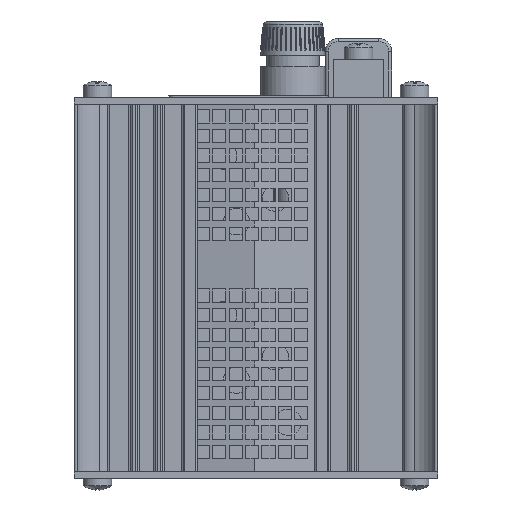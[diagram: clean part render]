
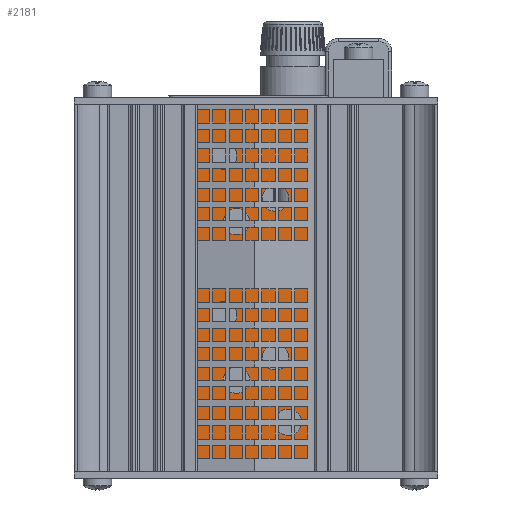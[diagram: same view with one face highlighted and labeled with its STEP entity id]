
A CAD part, left-side view. The second image highlights one B-rep face of the part: STEP entity #2181.
In plain terms, the highlighted planar face has unit normal (-1, 0, 0).
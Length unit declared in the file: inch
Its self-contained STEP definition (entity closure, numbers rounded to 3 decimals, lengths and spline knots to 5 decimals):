
#135=CARTESIAN_POINT('',(-4.30107,1.91398,-2.46373));
#136=VERTEX_POINT('',#135);
#137=CARTESIAN_POINT('',(-4.30107,1.91398,-2.58873));
#138=DIRECTION('',(1.0,0.0,0.0));
#139=DIRECTION('',(0.0,0.0,-1.0));
#140=AXIS2_PLACEMENT_3D('',#137,#138,#139);
#141=CIRCLE('',#140,0.125);
#142=EDGE_CURVE('',#136,#136,#141,.T.);
#163=CARTESIAN_POINT('',(-4.30107,1.5454,-2.24227));
#164=VERTEX_POINT('',#163);
#165=CARTESIAN_POINT('',(-4.30107,1.5454,-2.36727));
#166=DIRECTION('',(1.0,0.0,0.0));
#167=DIRECTION('',(0.0,0.0,-1.0));
#168=AXIS2_PLACEMENT_3D('',#165,#166,#167);
#169=CIRCLE('',#168,0.125);
#170=EDGE_CURVE('',#164,#164,#169,.T.);
#191=CARTESIAN_POINT('',(-4.30107,1.42402,-2.86173));
#192=VERTEX_POINT('',#191);
#193=CARTESIAN_POINT('',(-4.30107,1.42402,-2.98673));
#194=DIRECTION('',(1.0,0.0,0.0));
#195=DIRECTION('',(0.0,0.0,-1.0));
#196=AXIS2_PLACEMENT_3D('',#193,#194,#195);
#197=CIRCLE('',#196,0.125);
#198=EDGE_CURVE('',#192,#192,#197,.T.);
#219=CARTESIAN_POINT('',(-4.30107,2.03537,-1.84427));
#220=VERTEX_POINT('',#219);
#221=CARTESIAN_POINT('',(-4.30107,2.03537,-1.96927));
#222=DIRECTION('',(1.0,0.0,0.0));
#223=DIRECTION('',(0.0,0.0,-1.0));
#224=AXIS2_PLACEMENT_3D('',#221,#222,#223);
#225=CIRCLE('',#224,0.125);
#226=EDGE_CURVE('',#220,#220,#225,.T.);
#247=CARTESIAN_POINT('',(-4.30107,1.91398,-0.96373));
#248=VERTEX_POINT('',#247);
#249=CARTESIAN_POINT('',(-4.30107,1.91398,-1.08873));
#250=DIRECTION('',(1.0,0.0,0.0));
#251=DIRECTION('',(0.0,0.0,-1.0));
#252=AXIS2_PLACEMENT_3D('',#249,#250,#251);
#253=CIRCLE('',#252,0.125);
#254=EDGE_CURVE('',#248,#248,#253,.T.);
#275=CARTESIAN_POINT('',(-4.30107,1.5454,-0.74227));
#276=VERTEX_POINT('',#275);
#277=CARTESIAN_POINT('',(-4.30107,1.5454,-0.86727));
#278=DIRECTION('',(1.0,0.0,0.0));
#279=DIRECTION('',(0.0,0.0,-1.0));
#280=AXIS2_PLACEMENT_3D('',#277,#278,#279);
#281=CIRCLE('',#280,0.125);
#282=EDGE_CURVE('',#276,#276,#281,.T.);
#303=CARTESIAN_POINT('',(-4.30107,1.42402,-1.36173));
#304=VERTEX_POINT('',#303);
#305=CARTESIAN_POINT('',(-4.30107,1.42402,-1.48673));
#306=DIRECTION('',(1.0,0.0,0.0));
#307=DIRECTION('',(0.0,0.0,-1.0));
#308=AXIS2_PLACEMENT_3D('',#305,#306,#307);
#309=CIRCLE('',#308,0.125);
#310=EDGE_CURVE('',#304,#304,#309,.T.);
#331=CARTESIAN_POINT('',(-4.30107,2.03537,-0.34427));
#332=VERTEX_POINT('',#331);
#333=CARTESIAN_POINT('',(-4.30107,2.03537,-0.46927));
#334=DIRECTION('',(1.0,0.0,0.0));
#335=DIRECTION('',(0.0,0.0,-1.0));
#336=AXIS2_PLACEMENT_3D('',#333,#334,#335);
#337=CIRCLE('',#336,0.125);
#338=EDGE_CURVE('',#332,#332,#337,.T.);
#2101=CARTESIAN_POINT('',(-4.30107,2.35469,-3.478));
#2102=VERTEX_POINT('',#2101);
#2109=CARTESIAN_POINT('',(-4.30107,2.35469,0.0));
#2110=VERTEX_POINT('',#2109);
#2111=CARTESIAN_POINT('',(-4.30107,2.35469,0.0));
#2112=DIRECTION('',(0.0,0.0,-1.0));
#2113=VECTOR('',#2112,3.478);
#2114=LINE('',#2111,#2113);
#2115=EDGE_CURVE('',#2110,#2102,#2114,.T.);
#2127=CARTESIAN_POINT('',(-4.30107,2.35469,0.0));
#2128=DIRECTION('',(-1.0,0.0,0.0));
#2129=DIRECTION('',(0.0,0.0,1.0));
#2130=AXIS2_PLACEMENT_3D('',#2127,#2128,#2129);
#2131=PLANE('',#2130);
#2132=CARTESIAN_POINT('',(-4.30107,1.10469,-3.478));
#2133=VERTEX_POINT('',#2132);
#2134=CARTESIAN_POINT('',(-4.30107,2.35469,-3.478));
#2135=DIRECTION('',(0.0,-1.0,0.0));
#2136=VECTOR('',#2135,1.25);
#2137=LINE('',#2134,#2136);
#2138=EDGE_CURVE('',#2102,#2133,#2137,.T.);
#2139=ORIENTED_EDGE('',*,*,#2138,.T.);
#2140=CARTESIAN_POINT('',(-4.30107,1.10469,0.0));
#2141=VERTEX_POINT('',#2140);
#2142=CARTESIAN_POINT('',(-4.30107,1.10469,0.0));
#2143=DIRECTION('',(0.0,0.0,-1.0));
#2144=VECTOR('',#2143,3.478);
#2145=LINE('',#2142,#2144);
#2146=EDGE_CURVE('',#2141,#2133,#2145,.T.);
#2147=ORIENTED_EDGE('',*,*,#2146,.F.);
#2148=CARTESIAN_POINT('',(-4.30107,2.35469,0.0));
#2149=DIRECTION('',(0.0,-1.0,0.0));
#2150=VECTOR('',#2149,1.25);
#2151=LINE('',#2148,#2150);
#2152=EDGE_CURVE('',#2110,#2141,#2151,.T.);
#2153=ORIENTED_EDGE('',*,*,#2152,.F.);
#2154=ORIENTED_EDGE('',*,*,#2115,.T.);
#2155=EDGE_LOOP('',(#2139,#2147,#2153,#2154));
#2156=FACE_OUTER_BOUND('',#2155,.T.);
#2157=ORIENTED_EDGE('',*,*,#142,.T.);
#2158=EDGE_LOOP('',(#2157));
#2159=FACE_BOUND('',#2158,.T.);
#2160=ORIENTED_EDGE('',*,*,#170,.T.);
#2161=EDGE_LOOP('',(#2160));
#2162=FACE_BOUND('',#2161,.T.);
#2163=ORIENTED_EDGE('',*,*,#198,.T.);
#2164=EDGE_LOOP('',(#2163));
#2165=FACE_BOUND('',#2164,.T.);
#2166=ORIENTED_EDGE('',*,*,#226,.T.);
#2167=EDGE_LOOP('',(#2166));
#2168=FACE_BOUND('',#2167,.T.);
#2169=ORIENTED_EDGE('',*,*,#254,.T.);
#2170=EDGE_LOOP('',(#2169));
#2171=FACE_BOUND('',#2170,.T.);
#2172=ORIENTED_EDGE('',*,*,#282,.T.);
#2173=EDGE_LOOP('',(#2172));
#2174=FACE_BOUND('',#2173,.T.);
#2175=ORIENTED_EDGE('',*,*,#310,.T.);
#2176=EDGE_LOOP('',(#2175));
#2177=FACE_BOUND('',#2176,.T.);
#2178=ORIENTED_EDGE('',*,*,#338,.T.);
#2179=EDGE_LOOP('',(#2178));
#2180=FACE_BOUND('',#2179,.T.);
#2181=ADVANCED_FACE('',(#2156,#2159,#2162,#2165,#2168,#2171,#2174,#2177,#2180),#2131,.T.);
